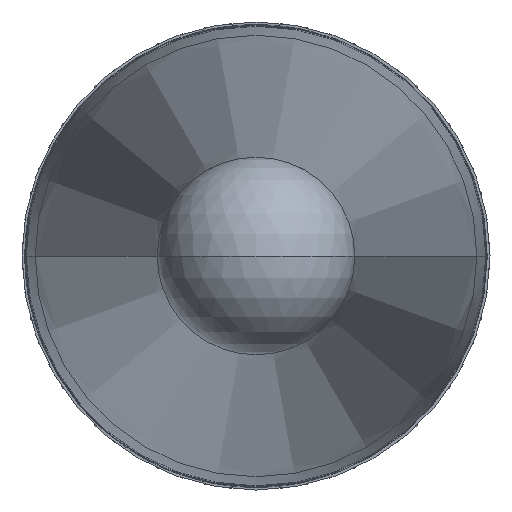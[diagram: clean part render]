
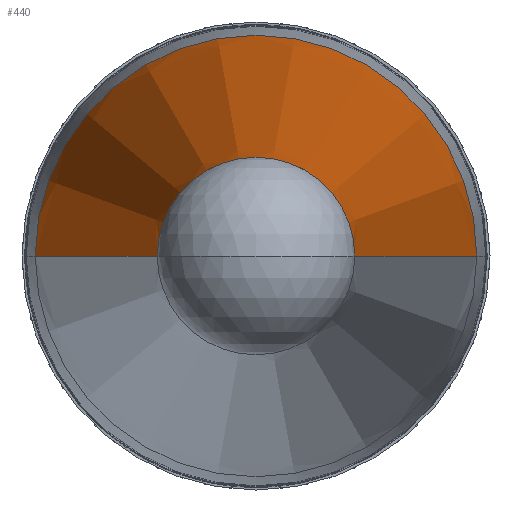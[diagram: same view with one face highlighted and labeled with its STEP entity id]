
A CAD part, left-side view. The second image highlights one B-rep face of the part: STEP entity #440.
In plain terms, the highlighted conical face has half-angle 1.776 degrees and reference radius 2.793 mm.
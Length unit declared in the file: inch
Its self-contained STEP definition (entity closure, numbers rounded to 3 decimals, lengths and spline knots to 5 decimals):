
#226 = EDGE_CURVE ( 'NONE', #16442, #6728, #9142, .T. ) ;
#440 = ADVANCED_FACE ( 'NONE', ( #12042 ), #5176, .T. ) ;
#999 = AXIS2_PLACEMENT_3D ( 'NONE', #5423, #8254, #1005 ) ;
#1005 = DIRECTION ( 'NONE',  ( 0., -1., 0. ) ) ;
#1504 = CARTESIAN_POINT ( 'NONE',  ( -1.82568, -0.24574, 0. ) ) ;
#2895 = DIRECTION ( 'NONE',  ( 0., -1., 0. ) ) ;
#4294 = VECTOR ( 'NONE', #11777, 39.37008 ) ;
#4393 = AXIS2_PLACEMENT_3D ( 'NONE', #11474, #15480, #2895 ) ;
#4403 = CARTESIAN_POINT ( 'NONE',  ( -6.20591, 0.10995, 0. ) ) ;
#4601 = CARTESIAN_POINT ( 'NONE',  ( -6.20591, -0.10995, 0. ) ) ;
#5176 = CONICAL_SURFACE ( 'NONE', #14226, 0.10995, 0.031 ) ;
#5335 = CARTESIAN_POINT ( 'NONE',  ( -1.82568, 0.24574, 0. ) ) ;
#5423 = CARTESIAN_POINT ( 'NONE',  ( -1.82568, 0., 0. ) ) ;
#6728 = VERTEX_POINT ( 'NONE', #5335 ) ;
#6805 = ORIENTED_EDGE ( 'NONE', *, *, #13258, .F. ) ;
#7255 = DIRECTION ( 'NONE',  ( 1., -0.031, 0. ) ) ;
#7540 = LINE ( 'NONE', #4601, #15477 ) ;
#8254 = DIRECTION ( 'NONE',  ( -1., 0., 0. ) ) ;
#8678 = ORIENTED_EDGE ( 'NONE', *, *, #9705, .F. ) ;
#9142 = CIRCLE ( 'NONE', #999, 0.24574 ) ;
#9705 = EDGE_CURVE ( 'NONE', #14273, #6728, #18397, .T. ) ;
#9707 = EDGE_LOOP ( 'NONE', ( #6805, #12743, #17556, #8678 ) ) ;
#10811 = CARTESIAN_POINT ( 'NONE',  ( -6.20591, 0., 0. ) ) ;
#11474 = CARTESIAN_POINT ( 'NONE',  ( -6.20591, 0., 0. ) ) ;
#11777 = DIRECTION ( 'NONE',  ( 1., 0.031, 0. ) ) ;
#11891 = CARTESIAN_POINT ( 'NONE',  ( -6.20591, -0.10995, 0. ) ) ;
#11945 = DIRECTION ( 'NONE',  ( 1., 0., 0. ) ) ;
#12042 = FACE_OUTER_BOUND ( 'NONE', #9707, .T. ) ;
#12329 = EDGE_CURVE ( 'NONE', #15823, #16442, #7540, .T. ) ;
#12743 = ORIENTED_EDGE ( 'NONE', *, *, #12329, .T. ) ;
#13258 = EDGE_CURVE ( 'NONE', #15823, #14273, #14356, .T. ) ;
#14226 = AXIS2_PLACEMENT_3D ( 'NONE', #10811, #11945, #16582 ) ;
#14273 = VERTEX_POINT ( 'NONE', #14484 ) ;
#14356 = CIRCLE ( 'NONE', #4393, 0.10995 ) ;
#14484 = CARTESIAN_POINT ( 'NONE',  ( -6.20591, 0.10995, 0. ) ) ;
#15477 = VECTOR ( 'NONE', #7255, 39.37008 ) ;
#15480 = DIRECTION ( 'NONE',  ( -1., 0., 0. ) ) ;
#15823 = VERTEX_POINT ( 'NONE', #11891 ) ;
#16442 = VERTEX_POINT ( 'NONE', #1504 ) ;
#16582 = DIRECTION ( 'NONE',  ( 0., 1., 0. ) ) ;
#17556 = ORIENTED_EDGE ( 'NONE', *, *, #226, .T. ) ;
#18397 = LINE ( 'NONE', #4403, #4294 ) ;
